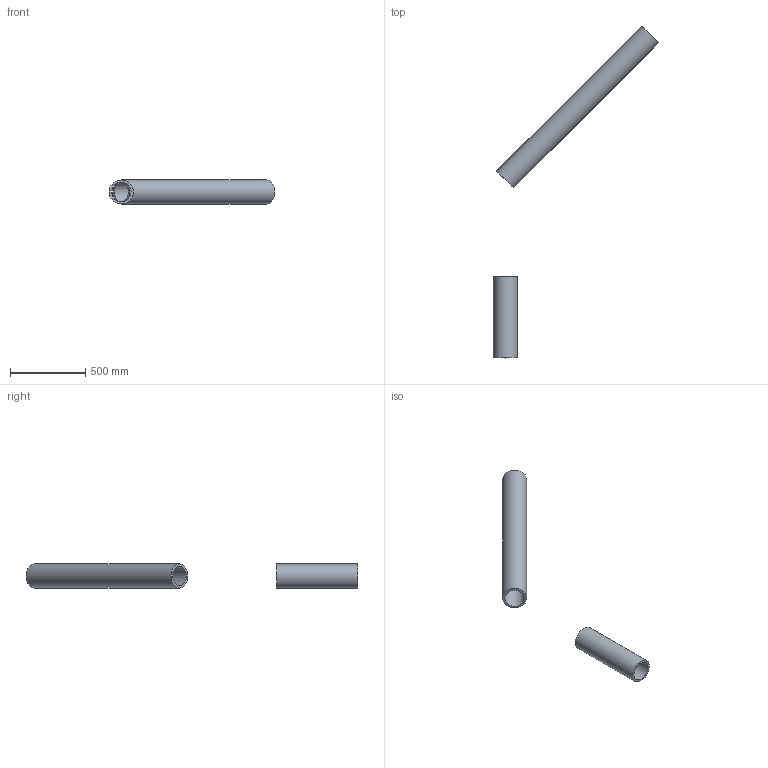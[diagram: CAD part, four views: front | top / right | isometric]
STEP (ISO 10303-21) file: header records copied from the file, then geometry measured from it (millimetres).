
FILE_DESCRIPTION(('Beschreibung'),'1');
FILE_NAME('25.25.01.103_SDR_11_PE100_160.STP', '2014-09-15T06:01:24',('Author'), ('Organization'), 'KCM Version 1.1.794.0', 'Kubotek KeyCreator', 'Authorization');
FILE_SCHEMA(('CONFIG_CONTROL_DESIGN'));
Length unit declared in the file: millimetre
Bounding box: 1103.18 x 2213.18 x 160 mm (x, y, z)
Volume: 12717976.7 mm3; surface area: 1768864.6 mm2
Topology: 2 solids, 2 shells, 8 faces, 16 edges, 12 vertices
Faces by surface type: cylinder 4, plane 4
Full cylindrical faces by diameter (mm): 130.8 x2, 160 x2
Entity records: 297 total; most frequent: DIRECTION 46, CARTESIAN_POINT 33, ORIENTED_EDGE 24, AXIS2_PLACEMENT_3D 21, CIRCLE 12, EDGE_CURVE 12, EDGE_LOOP 12, CC_DESIGN_PERSON_AND_ORGANIZATION_ASSIGNMENT 10
